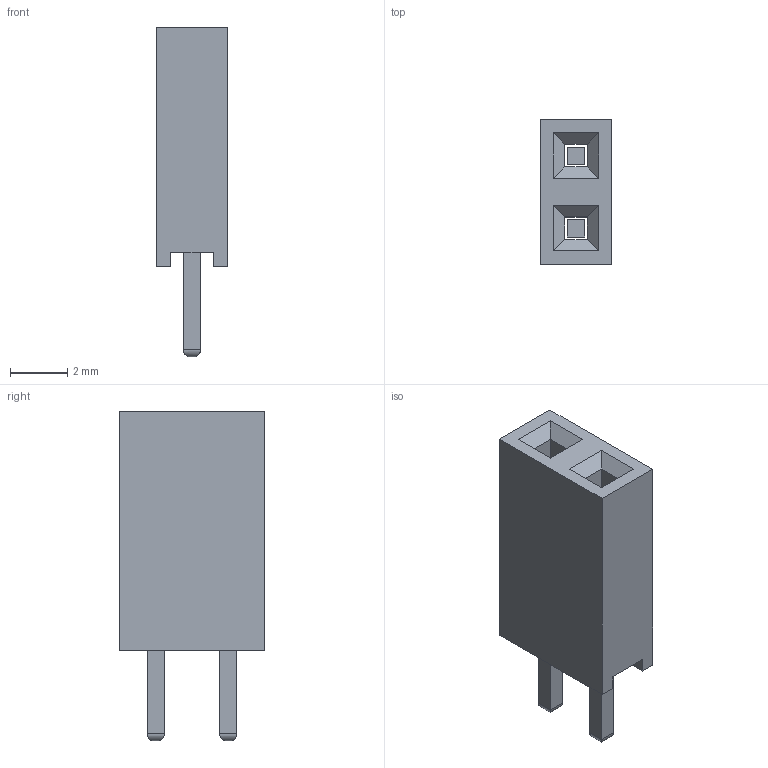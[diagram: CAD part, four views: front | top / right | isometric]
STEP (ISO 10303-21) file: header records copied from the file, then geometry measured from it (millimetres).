
FILE_DESCRIPTION (( 'STEP AP214' ), '1' );
FILE_NAME ('77CF3733-9EA7-41A8-95FF-40488678742A.STEP', '2022-11-09T14:11:31', ( '' ), ( '' ), 'SwSTEP 2.0', 'SolidWorks 2022', '' );
FILE_SCHEMA (( 'AUTOMOTIVE_DESIGN' ));
Length unit declared in the file: millimetre
Products named in the file (1): 77CF3733-9EA7-41A8-95FF-40488678742A
Bounding box: 2.5 x 5.08 x 11.55 mm (x, y, z)
Volume: 95 mm3; surface area: 224.4 mm2
Topology: 3 solids, 3 shells, 46 faces, 104 edges, 64 vertices
Faces by surface type: plane 38, cylinder 8
Entity records: 1300 total; most frequent: CARTESIAN_POINT 239, ORIENTED_EDGE 208, DIRECTION 190, EDGE_CURVE 104, LINE 96, VECTOR 96, VERTEX_POINT 64, EDGE_LOOP 50
